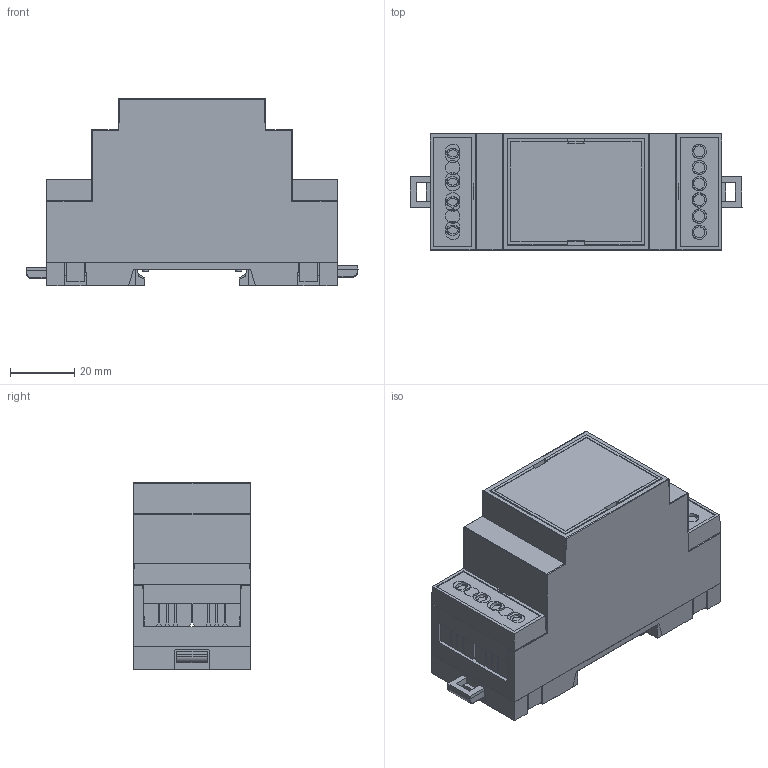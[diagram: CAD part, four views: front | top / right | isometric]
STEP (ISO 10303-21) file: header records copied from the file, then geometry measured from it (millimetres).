
FILE_DESCRIPTION( ( 'Unknown' ), '1' );
FILE_NAME( 'D2MG.stp', 'Unknown', ( 'Unknown' ), ( 'Unknown' ), 'XStep 1.0', 'Unknown', ' ' );
FILE_SCHEMA( ( 'automotive_design' ) );
Length unit declared in the file: millimetre
Products named in the file (7): Assem1; MFG0001_REF; 10-23-82-D2MG_114; 10-21-86-D2MG_160; 10-21-84-D2MG_102; 10-21-83-D2MG_102; 10-19-81-D2MG_279
Bounding box: 103.07 x 36.62 x 58.29 mm (x, y, z)
Volume: 71858.7 mm3; surface area: 92576.1 mm2
Topology: 12 solids, 12 shells, 1702 faces, 4760 edges, 3030 vertices
Faces by surface type: plane 1344, cylinder 220, cone 58, sphere 32, bspline 24, torus 20, extrusion 4
Full cylindrical faces by diameter (mm): 2.01 x8
Entity records: 35808 total; most frequent: CARTESIAN_POINT 9295, ORIENTED_EDGE 4704, DIRECTION 3755, EDGE_CURVE 2352, VECTOR 1597, LINE 1595, VERTEX_POINT 1501, AXIS2_PLACEMENT_3D 1079
